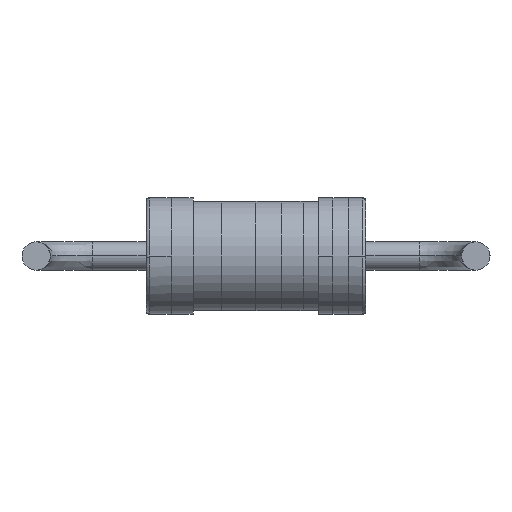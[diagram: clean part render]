
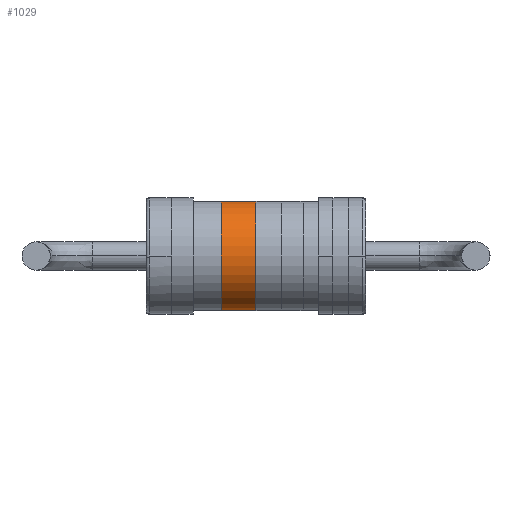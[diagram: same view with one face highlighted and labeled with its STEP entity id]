
A CAD part, front view. The second image highlights one B-rep face of the part: STEP entity #1029.
In plain terms, the highlighted cylindrical face has radius 0.875 mm (diameter 1.75 mm), a partial arc.
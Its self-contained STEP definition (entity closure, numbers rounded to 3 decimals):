
#41 = EDGE_CURVE ( 'NONE', #1060, #950, #278, .T. ) ;
#65 = LINE ( 'NONE', #1798, #143 ) ;
#68 = DIRECTION ( 'NONE',  ( 1., 0., 0. ) ) ;
#87 = FACE_OUTER_BOUND ( 'NONE', #400, .T. ) ;
#95 = ORIENTED_EDGE ( 'NONE', *, *, #41, .T. ) ;
#96 = EDGE_CURVE ( 'NONE', #1650, #950, #65, .T. ) ;
#143 = VECTOR ( 'NONE', #1524, 1000. ) ;
#196 = CARTESIAN_POINT ( 'NONE',  ( 0., 0.925, 0. ) ) ;
#240 = CARTESIAN_POINT ( 'NONE',  ( -0.55, 0.925, -0.875 ) ) ;
#278 = CIRCLE ( 'NONE', #575, 0.875 ) ;
#292 = EDGE_CURVE ( 'NONE', #1060, #573, #500, .T. ) ;
#363 = DIRECTION ( 'NONE',  ( -1., 0., 0. ) ) ;
#384 = CYLINDRICAL_SURFACE ( 'NONE', #574, 0.875 ) ;
#394 = CARTESIAN_POINT ( 'NONE',  ( -1.35, 0.925, 0. ) ) ;
#400 = EDGE_LOOP ( 'NONE', ( #1691, #95, #809, #1903 ) ) ;
#500 = LINE ( 'NONE', #1426, #1828 ) ;
#567 = CARTESIAN_POINT ( 'NONE',  ( -0.55, 0.925, 0. ) ) ;
#573 = VERTEX_POINT ( 'NONE', #1352 ) ;
#574 = AXIS2_PLACEMENT_3D ( 'NONE', #394, #1037, #1189 ) ;
#575 = AXIS2_PLACEMENT_3D ( 'NONE', #567, #1611, #726 ) ;
#621 = DIRECTION ( 'NONE',  ( 0., 0., 1. ) ) ;
#726 = DIRECTION ( 'NONE',  ( 0., 0., 1. ) ) ;
#809 = ORIENTED_EDGE ( 'NONE', *, *, #96, .F. ) ;
#950 = VERTEX_POINT ( 'NONE', #240 ) ;
#1013 = CIRCLE ( 'NONE', #1907, 0.875 ) ;
#1029 = ADVANCED_FACE ( 'NONE', ( #87 ), #384, .T. ) ;
#1037 = DIRECTION ( 'NONE',  ( -1., 0., 0. ) ) ;
#1060 = VERTEX_POINT ( 'NONE', #1800 ) ;
#1103 = CARTESIAN_POINT ( 'NONE',  ( 0., 0.925, -0.875 ) ) ;
#1142 = EDGE_CURVE ( 'NONE', #1650, #573, #1013, .T. ) ;
#1189 = DIRECTION ( 'NONE',  ( 0., 0., 1. ) ) ;
#1352 = CARTESIAN_POINT ( 'NONE',  ( 0., 0.925, 0.875 ) ) ;
#1426 = CARTESIAN_POINT ( 'NONE',  ( -1.35, 0.925, 0.875 ) ) ;
#1524 = DIRECTION ( 'NONE',  ( -1., 0., 0. ) ) ;
#1611 = DIRECTION ( 'NONE',  ( 1., 0., 0. ) ) ;
#1650 = VERTEX_POINT ( 'NONE', #1103 ) ;
#1691 = ORIENTED_EDGE ( 'NONE', *, *, #292, .F. ) ;
#1798 = CARTESIAN_POINT ( 'NONE',  ( -1.35, 0.925, -0.875 ) ) ;
#1800 = CARTESIAN_POINT ( 'NONE',  ( -0.55, 0.925, 0.875 ) ) ;
#1828 = VECTOR ( 'NONE', #68, 1000. ) ;
#1903 = ORIENTED_EDGE ( 'NONE', *, *, #1142, .T. ) ;
#1907 = AXIS2_PLACEMENT_3D ( 'NONE', #196, #363, #621 ) ;
